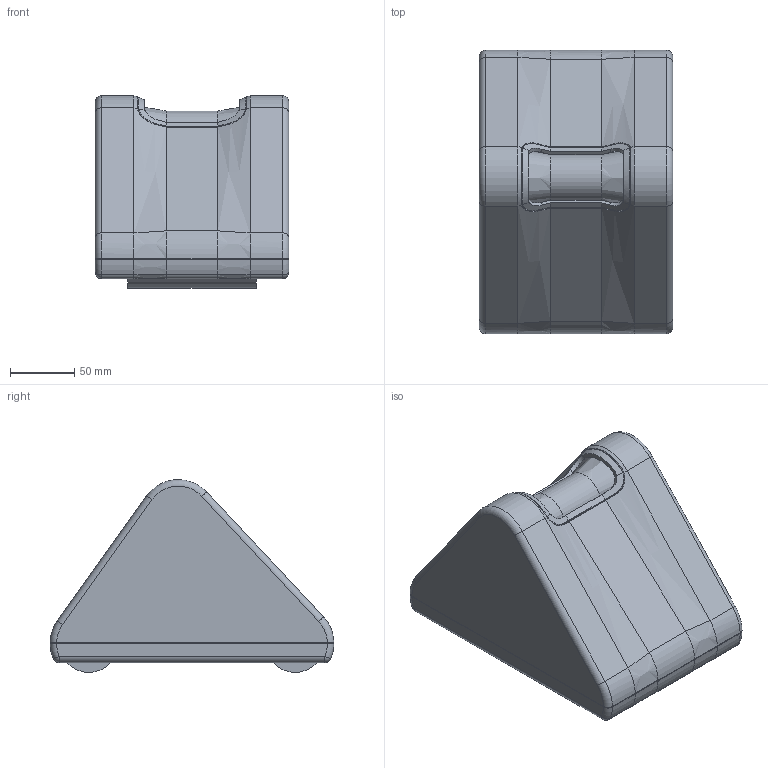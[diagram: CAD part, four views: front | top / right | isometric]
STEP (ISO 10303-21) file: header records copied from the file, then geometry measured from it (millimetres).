
FILE_DESCRIPTION(/* description */ (''),/* implementation_level */ '2;1');
FILE_NAME(/* name */ 'ICT 디자인 마스터링 초안.stp',/* time_stamp */ '2022-06-13T02:01:50+09:00',/* author */ (''),/* organization */ (''),/* preprocessor_version */ 'ST-DEVELOPER v18.1',/* originating_system */ 'SIEMENS PLM Software NX 1969',/* authorisation */ '');
FILE_SCHEMA (('AUTOMOTIVE_DESIGN { 1 0 10303 214 3 1 1 1 }'));
Length unit declared in the file: millimetre
Products named in the file (1): ICT 디자인 마스터링
Bounding box: 150 x 220 x 149.46 mm (x, y, z)
Volume: 1080341.3 mm3; surface area: 374692.1 mm2
Topology: 23 solids, 23 shells, 884 faces, 2210 edges, 1444 vertices
Faces by surface type: plane 407, cylinder 319, bspline 86, cone 44, torus 20, sphere 8
Full cylindrical faces by diameter (mm): 2 x60, 3.3 x4, 3.5 x8, 4 x6, 5 x28, 5.843 x1, 6 x8, 8 x12, 12 x2, 32 x1, 36 x1, 40 x1, 45 x4
Entity records: 29061 total; most frequent: CARTESIAN_POINT 9183, ORIENTED_EDGE 3906, DIRECTION 3860, EDGE_CURVE 1953, AXIS2_PLACEMENT_3D 1468, VERTEX_POINT 1369, EDGE_LOOP 1250, LINE 924
